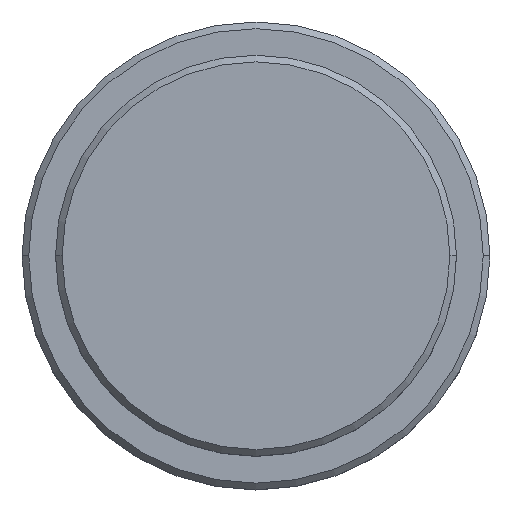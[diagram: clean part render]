
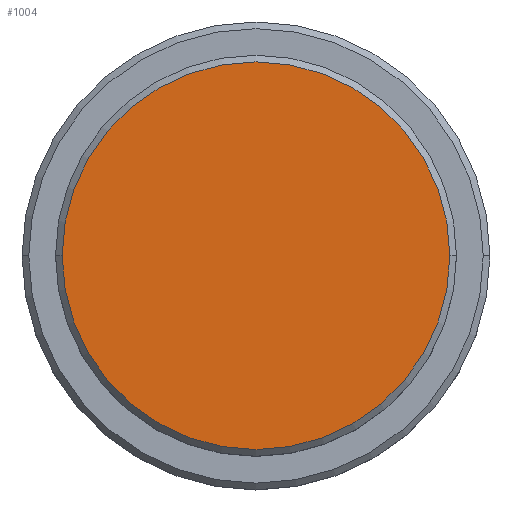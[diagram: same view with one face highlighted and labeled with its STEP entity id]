
A CAD part, top view. The second image highlights one B-rep face of the part: STEP entity #1004.
In plain terms, the highlighted planar face has unit normal (0, 0, 1).
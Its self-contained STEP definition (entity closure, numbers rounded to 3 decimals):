
#3 = CARTESIAN_POINT ( 'NONE',  ( 0., 0., 0. ) ) ;
#133 = DIRECTION ( 'NONE',  ( 1., 0., 0. ) ) ;
#175 = FACE_OUTER_BOUND ( 'NONE', #1297, .T. ) ;
#295 = EDGE_CURVE ( 'NONE', #374, #1289, #787, .T. ) ;
#347 = DIRECTION ( 'NONE',  ( 0., 0., 1. ) ) ;
#374 = VERTEX_POINT ( 'NONE', #803 ) ;
#460 = DIRECTION ( 'NONE',  ( 1., 0., 0. ) ) ;
#617 = CARTESIAN_POINT ( 'NONE',  ( 0., 0., 0. ) ) ;
#624 = DIRECTION ( 'NONE',  ( 1., 0., 0. ) ) ;
#648 = ORIENTED_EDGE ( 'NONE', *, *, #1337, .T. ) ;
#787 = CIRCLE ( 'NONE', #1092, 14.5 ) ;
#800 = CARTESIAN_POINT ( 'NONE',  ( -14.5, 0., 0. ) ) ;
#803 = CARTESIAN_POINT ( 'NONE',  ( 14.5, 0., 0. ) ) ;
#862 = ORIENTED_EDGE ( 'NONE', *, *, #295, .T. ) ;
#1004 = ADVANCED_FACE ( 'NONE', ( #175 ), #1052, .T. ) ;
#1052 = PLANE ( 'NONE',  #1391 ) ;
#1092 = AXIS2_PLACEMENT_3D ( 'NONE', #1194, #347, #133 ) ;
#1161 = DIRECTION ( 'NONE',  ( 0., 0., 1. ) ) ;
#1194 = CARTESIAN_POINT ( 'NONE',  ( 0., 0., 0. ) ) ;
#1209 = CIRCLE ( 'NONE', #1392, 14.5 ) ;
#1289 = VERTEX_POINT ( 'NONE', #800 ) ;
#1297 = EDGE_LOOP ( 'NONE', ( #648, #862 ) ) ;
#1315 = DIRECTION ( 'NONE',  ( 0., 0., 1. ) ) ;
#1337 = EDGE_CURVE ( 'NONE', #1289, #374, #1209, .T. ) ;
#1391 = AXIS2_PLACEMENT_3D ( 'NONE', #617, #1161, #624 ) ;
#1392 = AXIS2_PLACEMENT_3D ( 'NONE', #3, #1315, #460 ) ;
